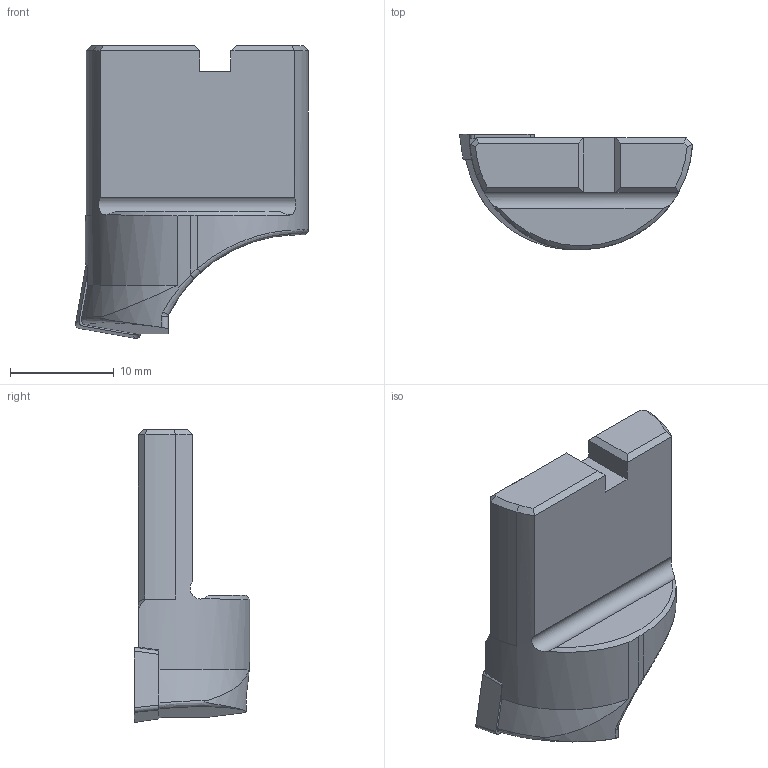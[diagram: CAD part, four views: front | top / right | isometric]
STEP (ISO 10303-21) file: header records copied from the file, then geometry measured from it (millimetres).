
FILE_DESCRIPTION(/* description */ (''),/* implementation_level */ '2;1');
FILE_NAME(/* name */ 'A75011SC0680.stp',/* time_stamp */ '2017-10-23T09:38:34+05:00',/* author */ (''),/* organization */ (''),/* preprocessor_version */ 'ST-DEVELOPER v16',/* originating_system */ 'SIEMENS PLM Software NX 11.0',/* authorisation */ '');
FILE_SCHEMA (('AUTOMOTIVE_DESIGN { 1 0 10303 214 3 1 1 1 }'));
Length unit declared in the file: millimetre
Products named in the file (1): A75011SC0680
Bounding box: 22.48 x 11.13 x 28.26 mm (x, y, z)
Volume: 2957 mm3; surface area: 1714.1 mm2
Topology: 2 solids, 2 shells, 61 faces, 155 edges, 98 vertices
Faces by surface type: plane 35, cylinder 12, cone 7, bspline 5, torus 2
Entity records: 2734 total; most frequent: CARTESIAN_POINT 1259, ORIENTED_EDGE 310, DIRECTION 273, EDGE_CURVE 155, VERTEX_POINT 98, AXIS2_PLACEMENT_3D 92, LINE 89, VECTOR 89
